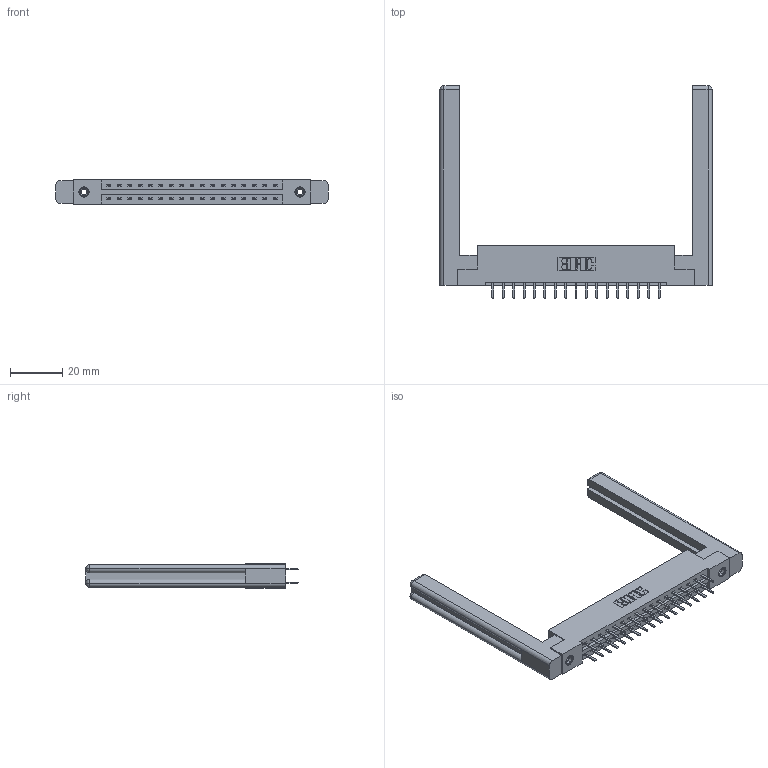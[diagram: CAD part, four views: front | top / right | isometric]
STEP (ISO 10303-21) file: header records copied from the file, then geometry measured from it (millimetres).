
FILE_DESCRIPTION (( 'STEP AP203' ), '1' );
FILE_NAME ('387-034-520-258.STEP', '2019-10-17T16:52:49', ( '' ), ( '' ), 'SwSTEP 2.0', 'SolidWorks 2016', '' );
FILE_SCHEMA (( 'CONFIG_CONTROL_DESIGN' ));
Length unit declared in the file: inch
Products named in the file (5): 387-034-520-258; 307-220-058; 345-292-001_345-293-120; 337 Part_Flush Mounting Lugs - 0.156 Dia-TI; 345-250-001_345-250-001-102
Assembly tree (39 placements, depth 2):
  387-034-520-258
    337 Part_Flush Mounting Lugs - 0.156 Dia-TI
    345-292-001_345-293-120  x34
    345-250-001_345-250-001-102  x2
    307-220-058  x2
Bounding box: 103.99 x 81.11 x 9.4 mm (x, y, z)
Volume: 17753.7 mm3; surface area: 16757.4 mm2
Topology: 39 solids, 39 shells, 2228 faces, 6411 edges, 4170 vertices
Faces by surface type: plane 1514, cylinder 690, cone 12, torus 12
Entity records: 19162 total; most frequent: CARTESIAN_POINT 3269, ORIENTED_EDGE 3132, DIRECTION 2830, EDGE_CURVE 1566, VECTOR 1386, LINE 1386, VERTEX_POINT 1034, AXIS2_PLACEMENT_3D 722
